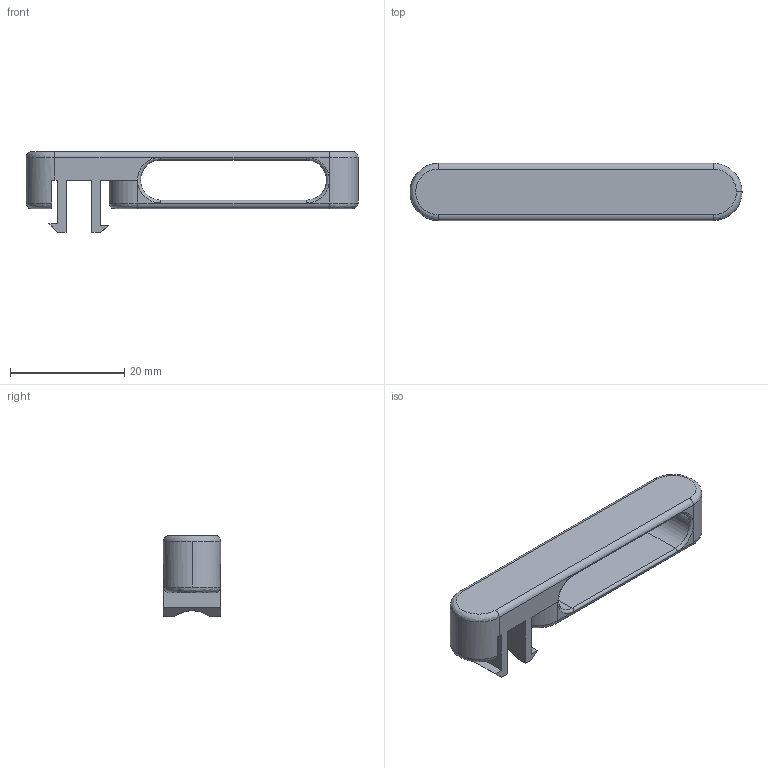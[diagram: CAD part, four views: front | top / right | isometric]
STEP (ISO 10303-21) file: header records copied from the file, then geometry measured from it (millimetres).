
FILE_DESCRIPTION (( 'STEP AP214' ), '1' );
FILE_NAME ('endstop_lever.step', '2016-04-29T10:40:13', ( '' ), ( '' ), 'SwSTEP 2.0', 'SolidWorks 2016', '' );
FILE_SCHEMA (( 'AUTOMOTIVE_DESIGN' ));
Length unit declared in the file: millimetre
Products named in the file (1): endstop_lever
Bounding box: 58 x 10 x 14.15 mm (x, y, z)
Volume: 3083.7 mm3; surface area: 2988.4 mm2
Topology: 1 solids, 1 shells, 58 faces, 144 edges, 86 vertices
Faces by surface type: plane 29, cylinder 18, bspline 11
Entity records: 2600 total; most frequent: CARTESIAN_POINT 629, ORIENTED_EDGE 288, DIRECTION 257, EDGE_CURVE 144, AXIS2_PLACEMENT_3D 86, VERTEX_POINT 86, VECTOR 85, LINE 85
